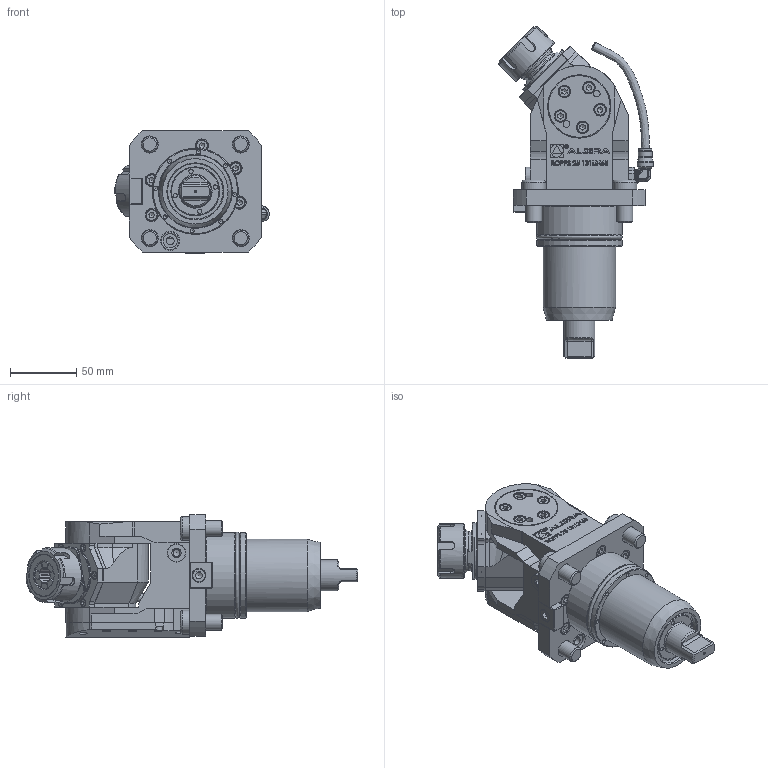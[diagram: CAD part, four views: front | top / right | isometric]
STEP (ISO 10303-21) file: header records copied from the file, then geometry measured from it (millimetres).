
FILE_DESCRIPTION (( 'STEP AP214' ), '1' );
FILE_NAME ('ROPPS 25 131UN65_AMN304-A.STEP', '2020-10-29T09:33:17', ( '' ), ( '' ), 'SwSTEP 2.0', 'SolidWorks 2016', '' );
FILE_SCHEMA (( 'AUTOMOTIVE_DESIGN' ));
Length unit declared in the file: millimetre
Products named in the file (1): ROPPS 25 131UN65_AMN304-A
Bounding box: 117.01 x 251.51 x 93 mm (x, y, z)
Volume: 829818.2 mm3; surface area: 137163.3 mm2
Topology: 18 solids, 72 shells, 1985 faces, 4832 edges, 3068 vertices
Faces by surface type: plane 1108, cylinder 377, cone 294, bspline 111, torus 94, sphere 1
Full cylindrical faces by diameter (mm): 1 x1, 2.5 x22, 2.55 x1, 3 x18, 3.1 x8, 3.15 x1, 3.2 x10, 3.5 x11, 4 x2, 4.2 x4, 5 x19, 5.3 x5, 5.5 x22, 5.8 x1, 5.837 x1, 6 x22, 6.5 x1, 8 x4, 8.2 x2, 8.5 x10, 8.566 x3, 8.98 x1, 9 x5, 9.55 x1, 9.7 x1, 9.728 x1, 10 x7, 10.18 x1, 10.34 x1, 10.4 x1
Entity records: 65429 total; most frequent: CARTESIAN_POINT 19309, DIRECTION 8533, ORIENTED_EDGE 8196, EDGE_CURVE 4098, AXIS2_PLACEMENT_3D 3183, VERTEX_POINT 2809, EDGE_LOOP 2641, FACE_OUTER_BOUND 2296
